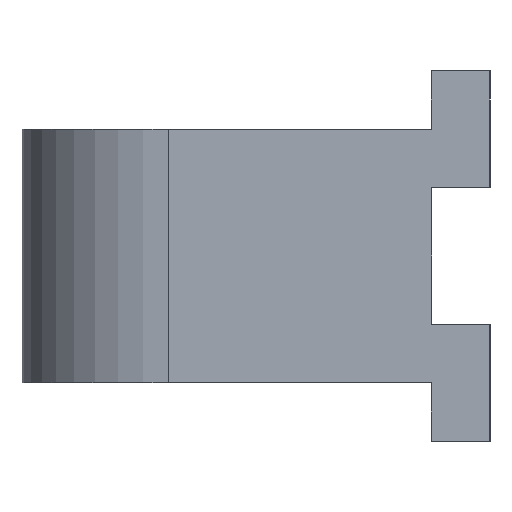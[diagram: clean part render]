
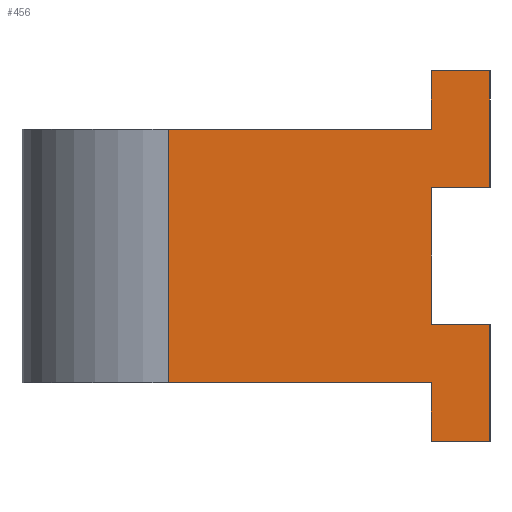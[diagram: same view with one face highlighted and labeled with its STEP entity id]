
A CAD part, left-side view. The second image highlights one B-rep face of the part: STEP entity #456.
In plain terms, the highlighted planar face has unit normal (-1, 0, 0).
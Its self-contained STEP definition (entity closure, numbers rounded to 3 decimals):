
#2 = CARTESIAN_POINT ( 'NONE',  ( -80., -18., 14. ) ) ;
#5 = CARTESIAN_POINT ( 'NONE',  ( -80., -6., -38. ) ) ;
#6 = ORIENTED_EDGE ( 'NONE', *, *, #109, .F. ) ;
#7 = EDGE_CURVE ( 'NONE', #669, #559, #477, .T. ) ;
#11 = CARTESIAN_POINT ( 'NONE',  ( -80., -6., -26. ) ) ;
#25 = DIRECTION ( 'NONE',  ( 0., -1., 0. ) ) ;
#27 = EDGE_CURVE ( 'NONE', #401, #163, #527, .T. ) ;
#32 = VERTEX_POINT ( 'NONE', #485 ) ;
#35 = CARTESIAN_POINT ( 'NONE',  ( -80., -6., 38. ) ) ;
#47 = VERTEX_POINT ( 'NONE', #83 ) ;
#52 = LINE ( 'NONE', #102, #158 ) ;
#71 = EDGE_CURVE ( 'NONE', #559, #269, #52, .T. ) ;
#77 = PLANE ( 'NONE',  #311 ) ;
#79 = VECTOR ( 'NONE', #365, 1000. ) ;
#83 = CARTESIAN_POINT ( 'NONE',  ( -80., -6., -38. ) ) ;
#90 = CARTESIAN_POINT ( 'NONE',  ( -80., -6., -14. ) ) ;
#102 = CARTESIAN_POINT ( 'NONE',  ( -80., 6., -26. ) ) ;
#103 = VECTOR ( 'NONE', #25, 1000. ) ;
#109 = EDGE_CURVE ( 'NONE', #47, #269, #655, .T. ) ;
#117 = ORIENTED_EDGE ( 'NONE', *, *, #548, .T. ) ;
#129 = VECTOR ( 'NONE', #206, 1000. ) ;
#130 = CARTESIAN_POINT ( 'NONE',  ( -80., -6., 14. ) ) ;
#144 = CARTESIAN_POINT ( 'NONE',  ( -80., -6., 14. ) ) ;
#149 = ORIENTED_EDGE ( 'NONE', *, *, #536, .T. ) ;
#150 = CARTESIAN_POINT ( 'NONE',  ( -80., 48., -26. ) ) ;
#151 = CARTESIAN_POINT ( 'NONE',  ( -80., -6., -38. ) ) ;
#154 = DIRECTION ( 'NONE',  ( 0., 0., 1. ) ) ;
#158 = VECTOR ( 'NONE', #443, 1000. ) ;
#163 = VERTEX_POINT ( 'NONE', #90 ) ;
#169 = ORIENTED_EDGE ( 'NONE', *, *, #27, .T. ) ;
#188 = VERTEX_POINT ( 'NONE', #652 ) ;
#206 = DIRECTION ( 'NONE',  ( 0., 0., 1. ) ) ;
#223 = CARTESIAN_POINT ( 'NONE',  ( -80., -18., -14. ) ) ;
#229 = ORIENTED_EDGE ( 'NONE', *, *, #430, .F. ) ;
#246 = LINE ( 'NONE', #425, #288 ) ;
#252 = VECTOR ( 'NONE', #392, 1000. ) ;
#267 = CARTESIAN_POINT ( 'NONE',  ( -80., -6., -26. ) ) ;
#269 = VERTEX_POINT ( 'NONE', #11 ) ;
#278 = LINE ( 'NONE', #520, #623 ) ;
#280 = CARTESIAN_POINT ( 'NONE',  ( -80., 48., 26. ) ) ;
#282 = ORIENTED_EDGE ( 'NONE', *, *, #7, .T. ) ;
#288 = VECTOR ( 'NONE', #473, 1000. ) ;
#292 = EDGE_CURVE ( 'NONE', #188, #700, #278, .T. ) ;
#296 = VERTEX_POINT ( 'NONE', #130 ) ;
#303 = CARTESIAN_POINT ( 'NONE',  ( -80., -6., -14. ) ) ;
#311 = AXIS2_PLACEMENT_3D ( 'NONE', #526, #698, #586 ) ;
#342 = ORIENTED_EDGE ( 'NONE', *, *, #71, .T. ) ;
#351 = VECTOR ( 'NONE', #580, 1000. ) ;
#360 = DIRECTION ( 'NONE',  ( 0., 0., -1. ) ) ;
#365 = DIRECTION ( 'NONE',  ( 0., 1., 0. ) ) ;
#392 = DIRECTION ( 'NONE',  ( 0., 1., 0. ) ) ;
#401 = VERTEX_POINT ( 'NONE', #223 ) ;
#425 = CARTESIAN_POINT ( 'NONE',  ( -80., 6., 26. ) ) ;
#430 = EDGE_CURVE ( 'NONE', #674, #188, #517, .T. ) ;
#432 = VECTOR ( 'NONE', #154, 1000. ) ;
#434 = LINE ( 'NONE', #267, #129 ) ;
#443 = DIRECTION ( 'NONE',  ( 0., -1., 0. ) ) ;
#456 = ADVANCED_FACE ( 'NONE', ( #589 ), #77, .T. ) ;
#460 = EDGE_LOOP ( 'NONE', ( #282, #342, #6, #479, #554, #169, #680, #149, #501, #229, #117, #551 ) ) ;
#473 = DIRECTION ( 'NONE',  ( 0., -1., 0. ) ) ;
#477 = LINE ( 'NONE', #596, #675 ) ;
#479 = ORIENTED_EDGE ( 'NONE', *, *, #701, .F. ) ;
#485 = CARTESIAN_POINT ( 'NONE',  ( -80., -18., -38. ) ) ;
#490 = LINE ( 'NONE', #35, #532 ) ;
#501 = ORIENTED_EDGE ( 'NONE', *, *, #292, .F. ) ;
#510 = DIRECTION ( 'NONE',  ( 0., 0., -1. ) ) ;
#511 = VECTOR ( 'NONE', #546, 1000. ) ;
#512 = EDGE_CURVE ( 'NONE', #669, #625, #246, .T. ) ;
#517 = LINE ( 'NONE', #647, #103 ) ;
#520 = CARTESIAN_POINT ( 'NONE',  ( -80., -18., 38. ) ) ;
#524 = EDGE_CURVE ( 'NONE', #32, #401, #635, .T. ) ;
#526 = CARTESIAN_POINT ( 'NONE',  ( -80., 6., -26. ) ) ;
#527 = LINE ( 'NONE', #303, #79 ) ;
#532 = VECTOR ( 'NONE', #709, 1000. ) ;
#534 = LINE ( 'NONE', #144, #511 ) ;
#536 = EDGE_CURVE ( 'NONE', #296, #700, #534, .T. ) ;
#546 = DIRECTION ( 'NONE',  ( 0., -1., 0. ) ) ;
#548 = EDGE_CURVE ( 'NONE', #674, #625, #490, .T. ) ;
#551 = ORIENTED_EDGE ( 'NONE', *, *, #512, .F. ) ;
#554 = ORIENTED_EDGE ( 'NONE', *, *, #524, .T. ) ;
#558 = CARTESIAN_POINT ( 'NONE',  ( -80., -6., 38. ) ) ;
#559 = VERTEX_POINT ( 'NONE', #150 ) ;
#580 = DIRECTION ( 'NONE',  ( 0., 0., 1. ) ) ;
#585 = EDGE_CURVE ( 'NONE', #163, #296, #434, .T. ) ;
#586 = DIRECTION ( 'NONE',  ( 0., 0., 1. ) ) ;
#589 = FACE_OUTER_BOUND ( 'NONE', #460, .T. ) ;
#593 = CARTESIAN_POINT ( 'NONE',  ( -80., -6., 26. ) ) ;
#596 = CARTESIAN_POINT ( 'NONE',  ( -80., 48., 26. ) ) ;
#615 = LINE ( 'NONE', #5, #252 ) ;
#623 = VECTOR ( 'NONE', #510, 1000. ) ;
#625 = VERTEX_POINT ( 'NONE', #593 ) ;
#635 = LINE ( 'NONE', #694, #351 ) ;
#647 = CARTESIAN_POINT ( 'NONE',  ( -80., -6., 38. ) ) ;
#652 = CARTESIAN_POINT ( 'NONE',  ( -80., -18., 38. ) ) ;
#655 = LINE ( 'NONE', #151, #432 ) ;
#669 = VERTEX_POINT ( 'NONE', #280 ) ;
#674 = VERTEX_POINT ( 'NONE', #558 ) ;
#675 = VECTOR ( 'NONE', #360, 1000. ) ;
#680 = ORIENTED_EDGE ( 'NONE', *, *, #585, .T. ) ;
#694 = CARTESIAN_POINT ( 'NONE',  ( -80., -18., -38. ) ) ;
#698 = DIRECTION ( 'NONE',  ( -1., 0., 0. ) ) ;
#700 = VERTEX_POINT ( 'NONE', #2 ) ;
#701 = EDGE_CURVE ( 'NONE', #32, #47, #615, .T. ) ;
#709 = DIRECTION ( 'NONE',  ( 0., 0., -1. ) ) ;
